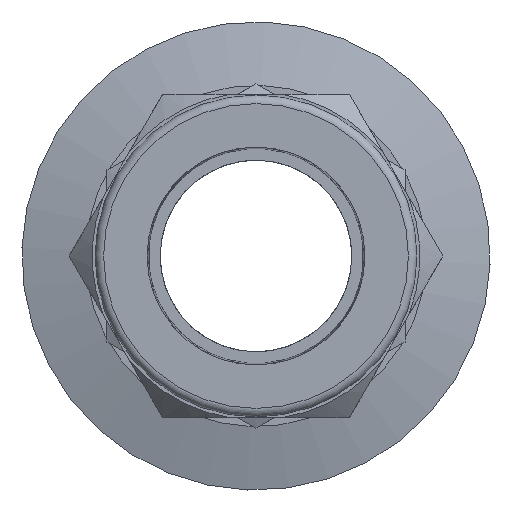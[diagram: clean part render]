
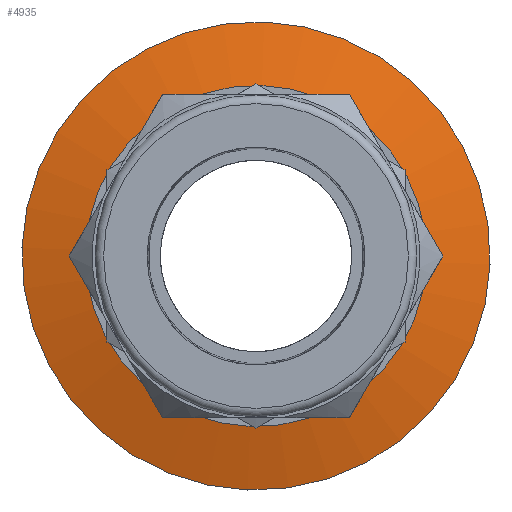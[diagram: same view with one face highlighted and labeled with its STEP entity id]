
A CAD part, left-side view. The second image highlights one B-rep face of the part: STEP entity #4935.
In plain terms, the highlighted conical face has half-angle 75 degrees and reference radius 27.5 mm.
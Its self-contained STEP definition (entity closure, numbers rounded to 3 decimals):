
#483 = DIRECTION ( 'NONE',  ( 0., -0.927, -0.375 ) ) ;
#1724 = EDGE_CURVE ( 'NONE', #6288, #6288, #3140, .T. ) ;
#1726 = FACE_BOUND ( 'NONE', #5114, .T. ) ;
#2296 = DIRECTION ( 'NONE',  ( 0., -0.927, -0.375 ) ) ;
#2888 = CARTESIAN_POINT ( 'NONE',  ( 13.3, 0., 0. ) ) ;
#3047 = ORIENTED_EDGE ( 'NONE', *, *, #1724, .T. ) ;
#3140 = CIRCLE ( 'NONE', #4526, 20.036 ) ;
#3339 = CARTESIAN_POINT ( 'NONE',  ( 13.3, 0., 0. ) ) ;
#3343 = ORIENTED_EDGE ( 'NONE', *, *, #4624, .F. ) ;
#3477 = CARTESIAN_POINT ( 'NONE',  ( 13.3, -25.497, -10.303 ) ) ;
#3573 = CARTESIAN_POINT ( 'NONE',  ( 11.3, 0., 0. ) ) ;
#3787 = CIRCLE ( 'NONE', #5973, 27.5 ) ;
#3917 = DIRECTION ( 'NONE',  ( 0., -0.927, -0.375 ) ) ;
#3972 = DIRECTION ( 'NONE',  ( 1., 0., 0. ) ) ;
#4131 = AXIS2_PLACEMENT_3D ( 'NONE', #2888, #3972, #3917 ) ;
#4173 = DIRECTION ( 'NONE',  ( 1., 0., 0. ) ) ;
#4526 = AXIS2_PLACEMENT_3D ( 'NONE', #3573, #4173, #483 ) ;
#4624 = EDGE_CURVE ( 'NONE', #5310, #5310, #3787, .T. ) ;
#4640 = CONICAL_SURFACE ( 'NONE', #4131, 27.5, 1.309 ) ;
#4935 = ADVANCED_FACE ( 'NONE', ( #1726, #5715 ), #4640, .T. ) ;
#4954 = DIRECTION ( 'NONE',  ( 1., 0., 0. ) ) ;
#5114 = EDGE_LOOP ( 'NONE', ( #3047 ) ) ;
#5168 = EDGE_LOOP ( 'NONE', ( #3343 ) ) ;
#5310 = VERTEX_POINT ( 'NONE', #3477 ) ;
#5715 = FACE_OUTER_BOUND ( 'NONE', #5168, .T. ) ;
#5973 = AXIS2_PLACEMENT_3D ( 'NONE', #3339, #4954, #2296 ) ;
#6288 = VERTEX_POINT ( 'NONE', #6527 ) ;
#6527 = CARTESIAN_POINT ( 'NONE',  ( 11.3, -18.576, -7.507 ) ) ;
